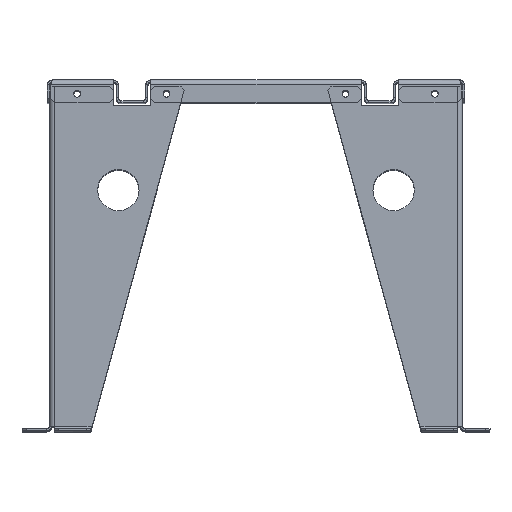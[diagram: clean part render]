
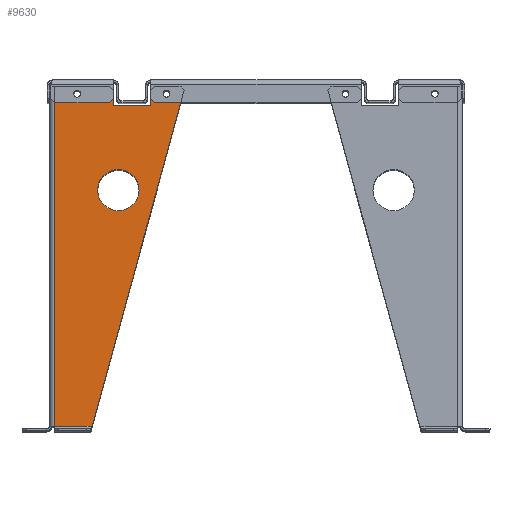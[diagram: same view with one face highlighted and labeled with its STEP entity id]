
A CAD part, top view. The second image highlights one B-rep face of the part: STEP entity #9630.
In plain terms, the highlighted planar face has unit normal (0, 0, 1).
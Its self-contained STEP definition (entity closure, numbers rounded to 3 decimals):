
#35 = CARTESIAN_POINT ( 'NONE',  ( -76.481, -5., 225. ) ) ;
#69 = VERTEX_POINT ( 'NONE', #6094 ) ;
#170 = CARTESIAN_POINT ( 'NONE',  ( -54.481, -5., 225. ) ) ;
#378 = ORIENTED_EDGE ( 'NONE', *, *, #8263, .F. ) ;
#561 = FACE_BOUND ( 'NONE', #2263, .T. ) ;
#626 = DIRECTION ( 'NONE',  ( 0., 0., -1. ) ) ;
#727 = EDGE_CURVE ( 'NONE', #4687, #10926, #10907, .T. ) ;
#1089 = EDGE_CURVE ( 'NONE', #9707, #3664, #9838, .T. ) ;
#1092 = DIRECTION ( 'NONE',  ( 0., 1., 0. ) ) ;
#1100 = EDGE_LOOP ( 'NONE', ( #3010, #378, #8477, #6478, #2243, #7355, #5163, #7478, #6733, #12017, #3916 ) ) ;
#1326 = LINE ( 'NONE', #6953, #8984 ) ;
#1615 = FACE_OUTER_BOUND ( 'NONE', #1100, .T. ) ;
#2097 = DIRECTION ( 'NONE',  ( 0.707, 0.707, 0. ) ) ;
#2203 = DIRECTION ( 'NONE',  ( -1., 0., 0. ) ) ;
#2243 = ORIENTED_EDGE ( 'NONE', *, *, #8428, .T. ) ;
#2263 = EDGE_LOOP ( 'NONE', ( #4049 ) ) ;
#2283 = DIRECTION ( 'NONE',  ( -1., 0., 0. ) ) ;
#2401 = EDGE_CURVE ( 'NONE', #11172, #12001, #13763, .T. ) ;
#2501 = VECTOR ( 'NONE', #2283, 1000. ) ;
#2552 = VECTOR ( 'NONE', #2097, 1000. ) ;
#2756 = EDGE_CURVE ( 'NONE', #5243, #5243, #13470, .T. ) ;
#3010 = ORIENTED_EDGE ( 'NONE', *, *, #2401, .T. ) ;
#3056 = CARTESIAN_POINT ( 'NONE',  ( -146.576, -5., 225. ) ) ;
#3234 = DIRECTION ( 'NONE',  ( 1., 0., 0. ) ) ;
#3322 = EDGE_CURVE ( 'NONE', #7199, #7199, #6086, .T. ) ;
#3424 = CARTESIAN_POINT ( 'NONE',  ( -103.519, -5., 225. ) ) ;
#3469 = LINE ( 'NONE', #170, #11195 ) ;
#3533 = EDGE_CURVE ( 'NONE', #4687, #8205, #10466, .T. ) ;
#3643 = VECTOR ( 'NONE', #4311, 1000. ) ;
#3664 = VERTEX_POINT ( 'NONE', #9764 ) ;
#3856 = CARTESIAN_POINT ( 'NONE',  ( -103.519, -8., 225. ) ) ;
#3916 = ORIENTED_EDGE ( 'NONE', *, *, #12960, .F. ) ;
#4049 = ORIENTED_EDGE ( 'NONE', *, *, #2756, .T. ) ;
#4074 = AXIS2_PLACEMENT_3D ( 'NONE', #9326, #10244, #12349 ) ;
#4126 = CARTESIAN_POINT ( 'NONE',  ( -132.5, -10., 225. ) ) ;
#4168 = CARTESIAN_POINT ( 'NONE',  ( -106.519, -5., 225. ) ) ;
#4259 = DIRECTION ( 'NONE',  ( 0., 1., 0. ) ) ;
#4311 = DIRECTION ( 'NONE',  ( 0., -1., 0. ) ) ;
#4373 = CARTESIAN_POINT ( 'NONE',  ( -119.062, -251.576, 225. ) ) ;
#4687 = VERTEX_POINT ( 'NONE', #12392 ) ;
#4833 = CARTESIAN_POINT ( 'NONE',  ( 0., 0., 225. ) ) ;
#4899 = DIRECTION ( 'NONE',  ( 1., 0., 0. ) ) ;
#4969 = FACE_BOUND ( 'NONE', #12556, .T. ) ;
#5021 = EDGE_CURVE ( 'NONE', #3664, #8445, #1326, .T. ) ;
#5077 = DIRECTION ( 'NONE',  ( 0.707, -0.707, 0. ) ) ;
#5124 = VECTOR ( 'NONE', #1092, 1000. ) ;
#5163 = ORIENTED_EDGE ( 'NONE', *, *, #727, .T. ) ;
#5243 = VERTEX_POINT ( 'NONE', #4126 ) ;
#5284 = CARTESIAN_POINT ( 'NONE',  ( -51.481, -5., 225. ) ) ;
#5314 = CARTESIAN_POINT ( 'NONE',  ( -73.481, -5., 225. ) ) ;
#5587 = CARTESIAN_POINT ( 'NONE',  ( -103.519, -18.519, 225. ) ) ;
#6079 = VECTOR ( 'NONE', #11968, 1000. ) ;
#6084 = CARTESIAN_POINT ( 'NONE',  ( -67.5, -10., 225. ) ) ;
#6086 = CIRCLE ( 'NONE', #11024, 2.5 ) ;
#6094 = CARTESIAN_POINT ( 'NONE',  ( -52.274, -7.893, 225. ) ) ;
#6408 = CARTESIAN_POINT ( 'NONE',  ( -54.481, -5., 225. ) ) ;
#6416 = CARTESIAN_POINT ( 'NONE',  ( -65., -10., 225. ) ) ;
#6478 = ORIENTED_EDGE ( 'NONE', *, *, #5021, .T. ) ;
#6492 = CARTESIAN_POINT ( 'NONE',  ( -103.519, -18.519, 225. ) ) ;
#6635 = VECTOR ( 'NONE', #9824, 1000. ) ;
#6667 = LINE ( 'NONE', #9960, #6635 ) ;
#6733 = ORIENTED_EDGE ( 'NONE', *, *, #13592, .T. ) ;
#6953 = CARTESIAN_POINT ( 'NONE',  ( -76.481, -18.519, 225. ) ) ;
#7199 = VERTEX_POINT ( 'NONE', #6084 ) ;
#7355 = ORIENTED_EDGE ( 'NONE', *, *, #3533, .F. ) ;
#7371 = CARTESIAN_POINT ( 'NONE',  ( -146.576, -251.576, 225. ) ) ;
#7478 = ORIENTED_EDGE ( 'NONE', *, *, #11187, .F. ) ;
#7547 = ORIENTED_EDGE ( 'NONE', *, *, #3322, .T. ) ;
#7731 = DIRECTION ( 'NONE',  ( 0.606, -0.795, 0. ) ) ;
#7782 = VERTEX_POINT ( 'NONE', #4373 ) ;
#8202 = CIRCLE ( 'NONE', #8652, 15. ) ;
#8205 = VERTEX_POINT ( 'NONE', #3856 ) ;
#8263 = EDGE_CURVE ( 'NONE', #9707, #12001, #13515, .T. ) ;
#8297 = VECTOR ( 'NONE', #3234, 1000. ) ;
#8428 = EDGE_CURVE ( 'NONE', #8445, #8205, #10630, .T. ) ;
#8445 = VERTEX_POINT ( 'NONE', #5587 ) ;
#8477 = ORIENTED_EDGE ( 'NONE', *, *, #1089, .T. ) ;
#8584 = LINE ( 'NONE', #3056, #5124 ) ;
#8605 = CARTESIAN_POINT ( 'NONE',  ( -146.576, -5., 225. ) ) ;
#8652 = AXIS2_PLACEMENT_3D ( 'NONE', #9216, #11389, #2203 ) ;
#8812 = DIRECTION ( 'NONE',  ( 0., 0., -1. ) ) ;
#8832 = EDGE_CURVE ( 'NONE', #13203, #13203, #8202, .T. ) ;
#8884 = EDGE_CURVE ( 'NONE', #7782, #69, #6667, .T. ) ;
#8984 = VECTOR ( 'NONE', #13341, 1000. ) ;
#9216 = CARTESIAN_POINT ( 'NONE',  ( -100., -80., 225. ) ) ;
#9236 = PLANE ( 'NONE',  #10912 ) ;
#9326 = CARTESIAN_POINT ( 'NONE',  ( -130., -10., 225. ) ) ;
#9572 = CARTESIAN_POINT ( 'NONE',  ( -76.481, -8., 225. ) ) ;
#9630 = ADVANCED_FACE ( 'NONE', ( #11202, #1615, #561, #4969 ), #9236, .F. ) ;
#9707 = VERTEX_POINT ( 'NONE', #9572 ) ;
#9710 = DIRECTION ( 'NONE',  ( -1., 0., 0. ) ) ;
#9764 = CARTESIAN_POINT ( 'NONE',  ( -76.481, -18.519, 225. ) ) ;
#9824 = DIRECTION ( 'NONE',  ( 0.264, 0.964, 0. ) ) ;
#9838 = LINE ( 'NONE', #35, #3643 ) ;
#9960 = CARTESIAN_POINT ( 'NONE',  ( -120., -255., 225. ) ) ;
#10244 = DIRECTION ( 'NONE',  ( 0., 0., -1. ) ) ;
#10466 = LINE ( 'NONE', #4168, #10563 ) ;
#10563 = VECTOR ( 'NONE', #5077, 1000. ) ;
#10630 = LINE ( 'NONE', #6492, #13065 ) ;
#10907 = LINE ( 'NONE', #3424, #6079 ) ;
#10912 = AXIS2_PLACEMENT_3D ( 'NONE', #4833, #626, #4899 ) ;
#10926 = VERTEX_POINT ( 'NONE', #8605 ) ;
#11024 = AXIS2_PLACEMENT_3D ( 'NONE', #6416, #8812, #9710 ) ;
#11172 = VERTEX_POINT ( 'NONE', #6408 ) ;
#11187 = EDGE_CURVE ( 'NONE', #12743, #10926, #8584, .T. ) ;
#11195 = VECTOR ( 'NONE', #7731, 1000. ) ;
#11202 = FACE_BOUND ( 'NONE', #12674, .T. ) ;
#11389 = DIRECTION ( 'NONE',  ( 0., 0., -1. ) ) ;
#11702 = CARTESIAN_POINT ( 'NONE',  ( -146.576, -251.576, 225. ) ) ;
#11968 = DIRECTION ( 'NONE',  ( -1., 0., 0. ) ) ;
#12001 = VERTEX_POINT ( 'NONE', #5314 ) ;
#12017 = ORIENTED_EDGE ( 'NONE', *, *, #8884, .T. ) ;
#12154 = CARTESIAN_POINT ( 'NONE',  ( -115., -80., 225. ) ) ;
#12349 = DIRECTION ( 'NONE',  ( -1., 0., 0. ) ) ;
#12371 = ORIENTED_EDGE ( 'NONE', *, *, #8832, .T. ) ;
#12392 = CARTESIAN_POINT ( 'NONE',  ( -106.519, -5., 225. ) ) ;
#12556 = EDGE_LOOP ( 'NONE', ( #7547 ) ) ;
#12674 = EDGE_LOOP ( 'NONE', ( #12371 ) ) ;
#12736 = CARTESIAN_POINT ( 'NONE',  ( -76.481, -8., 225. ) ) ;
#12743 = VERTEX_POINT ( 'NONE', #7371 ) ;
#12960 = EDGE_CURVE ( 'NONE', #11172, #69, #3469, .T. ) ;
#13065 = VECTOR ( 'NONE', #4259, 1000. ) ;
#13203 = VERTEX_POINT ( 'NONE', #12154 ) ;
#13341 = DIRECTION ( 'NONE',  ( -1., 0., 0. ) ) ;
#13470 = CIRCLE ( 'NONE', #4074, 2.5 ) ;
#13515 = LINE ( 'NONE', #12736, #2552 ) ;
#13592 = EDGE_CURVE ( 'NONE', #12743, #7782, #13598, .T. ) ;
#13598 = LINE ( 'NONE', #11702, #8297 ) ;
#13763 = LINE ( 'NONE', #5284, #2501 ) ;
